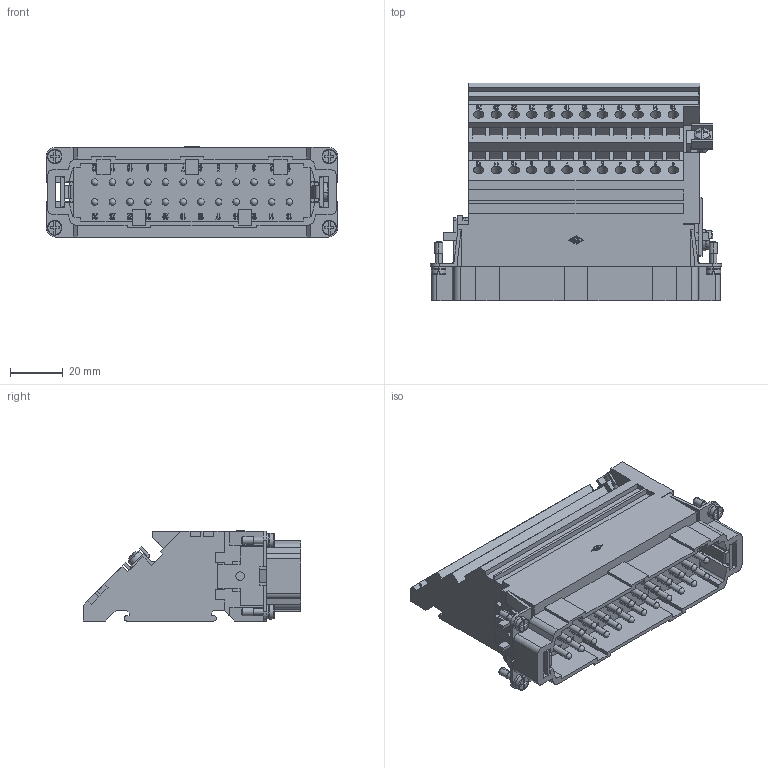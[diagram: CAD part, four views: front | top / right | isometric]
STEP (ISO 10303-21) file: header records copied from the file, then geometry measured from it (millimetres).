
FILE_DESCRIPTION((''),'2;1');
FILE_NAME('CTSEM 24 R.stp','2006-11-27T14:32:10',('gembarski'),(''),'Autodesk Inventor 7','Autodesk Inventor 7','');
FILE_SCHEMA(('AUTOMOTIVE_DESIGN { 1 0 10303 214 1 1 1 1 }'));
Length unit declared in the file: millimetre
Products named in the file (1): CTSEM 24 R
Bounding box: 110.3 x 82.5 x 34.1 mm (x, y, z)
Volume: 159878.7 mm3; surface area: 44272.8 mm2
Topology: 1 solids, 1 shells, 1943 faces, 5292 edges, 3444 vertices
Faces by surface type: plane 1063, bspline 676, cylinder 166, sphere 30, cone 4, torus 4
Entity records: 63464 total; most frequent: CARTESIAN_POINT 18734, ORIENTED_EDGE 10392, DIRECTION 7075, EDGE_CURVE 5196, VECTOR 3613, LINE 3613, VERTEX_POINT 3396, EDGE_LOOP 2128
